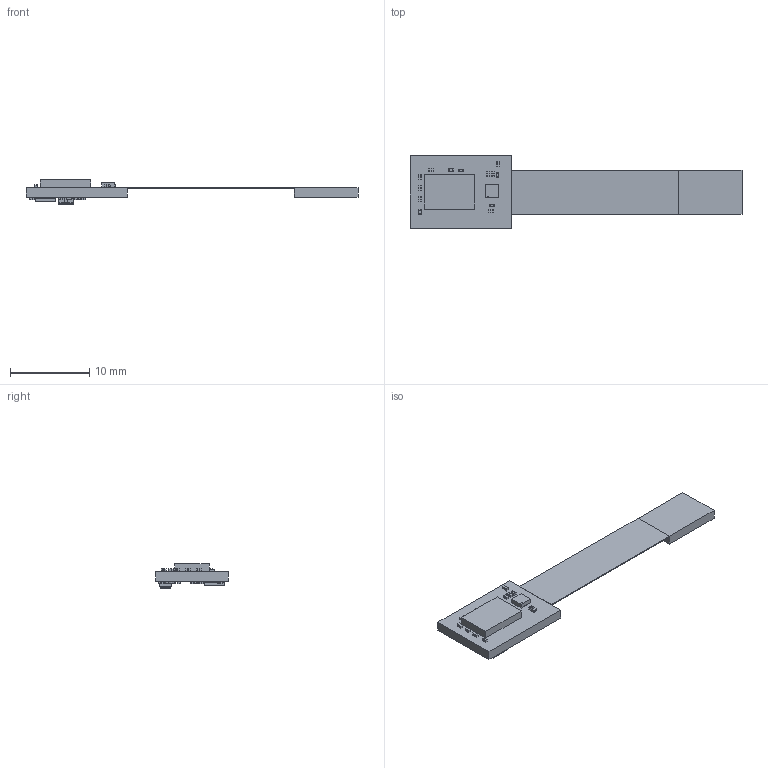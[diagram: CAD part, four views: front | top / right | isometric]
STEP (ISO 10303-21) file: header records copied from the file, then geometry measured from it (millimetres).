
FILE_DESCRIPTION(('Open CASCADE Model'),'2;1');
FILE_NAME('Open CASCADE Shape Model','2025-02-10T00:27:09',('Author'),( 'Open CASCADE'),'Open CASCADE STEP processor 7.5','Open CASCADE 7.5' ,'Unknown');
FILE_SCHEMA(('AUTOMOTIVE_DESIGN { 1 0 10303 214 1 1 1 1 }'));
Length unit declared in the file: millimetre
Products named in the file (54): PCB; Board; Open CASCADE STEP translator 7.5 1.1.1; Open CASCADE STEP translator 7.5 1.1.2; Open CASCADE STEP translator 7.5 1.1.3; C15; 899563024; R10; CRCW0201100KFNED; R6; R9; C1; 899563664; R8; R7; R3; R2; R1; U3; 1192771824; Extruded; Y1; ECS-1633-480-BN-TR; U4; NCP156ABFCT120280T2G; Array; Body; U2; LIF-MD6000-6UWG36ITR; U1; 899563424; C21; 899560704; C20; C19; C18; C17; C16; C14; C13 ...
Assembly tree (77 placements, depth 4):
  PCB
    Board
      Open CASCADE STEP translator 7.5 1.1.1
      Open CASCADE STEP translator 7.5 1.1.2
      Open CASCADE STEP translator 7.5 1.1.3
    C15
      899563024
    R10
      CRCW0201100KFNED
    R6
      CRCW0201100KFNED
    R9
      CRCW0201100KFNED
    C1
      899563664
    R8
      CRCW0201100KFNED
    R7
      CRCW0201100KFNED
    R3
      CRCW0201100KFNED
    R2
      CRCW0201100KFNED
    R1
      CRCW0201100KFNED
    U3
      1192771824
        Extruded
    Y1
      ECS-1633-480-BN-TR
    U4
      NCP156ABFCT120280T2G
        Array
        Body
    U2
      LIF-MD6000-6UWG36ITR
        Array
        Body
    U1
      899563424
    C21
      899560704
    C20
      899563024
    C19
      899563024
    C18
      899563664
    C17
      899563024
    C16
      899560704
    C14
      899563664
    C13
      899560704
    C12
      899561984
    C11
      899561984
Bounding box: 41.81 x 9.09 x 3.11 mm (x, y, z)
Volume: 247.6 mm3; surface area: 832.4 mm2
Topology: 179 solids, 179 shells, 1213 faces, 2763 edges, 1786 vertices
Faces by surface type: plane 1122, cylinder 49, sphere 42
Full cylindrical faces by diameter (mm): 0.083 x1, 0.1 x1, 0.317 x1
Entity records: 14909 total; most frequent: CARTESIAN_POINT 1995, DIRECTION 1976, ORIENTED_EDGE 1754, EDGE_CURVE 877, LINE 778, VECTOR 778, VERTEX_POINT 616, AXIS2_PLACEMENT_3D 599
